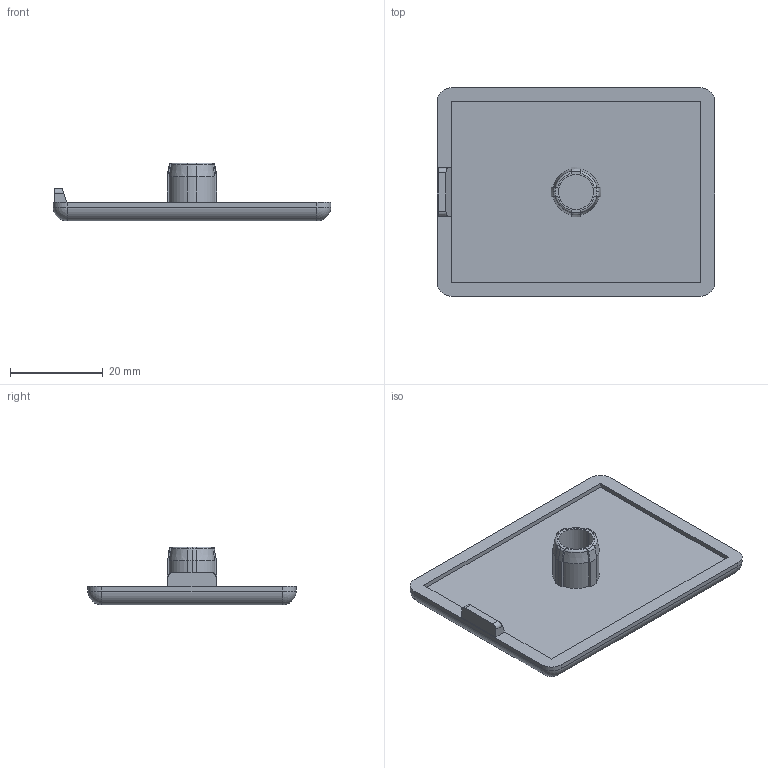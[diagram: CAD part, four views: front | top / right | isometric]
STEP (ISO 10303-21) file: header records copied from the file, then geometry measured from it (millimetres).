
FILE_DESCRIPTION(('STEP AP214'),'1');
FILE_NAME('fath_091017.stp','2017-05-01T06:13:52',('TraceParts'),('TraceParts S.A.'),'Spatial InterOp 3D',' ',' ');
FILE_SCHEMA(('automotive_design'));
Length unit declared in the file: millimetre
Products named in the file (1): fath_091017
Bounding box: 60 x 45 x 12.5 mm (x, y, z)
Volume: 8685 mm3; surface area: 6714.7 mm2
Topology: 1 solids, 1 shells, 72 faces, 187 edges, 116 vertices
Faces by surface type: plane 26, cylinder 22, torus 10, cone 10, sphere 4
Entity records: 2832 total; most frequent: CARTESIAN_POINT 506, ORIENTED_EDGE 366, DIRECTION 359, EDGE_CURVE 183, AXIS2_PLACEMENT_3D 137, VERTEX_POINT 116, LINE 85, VECTOR 85
